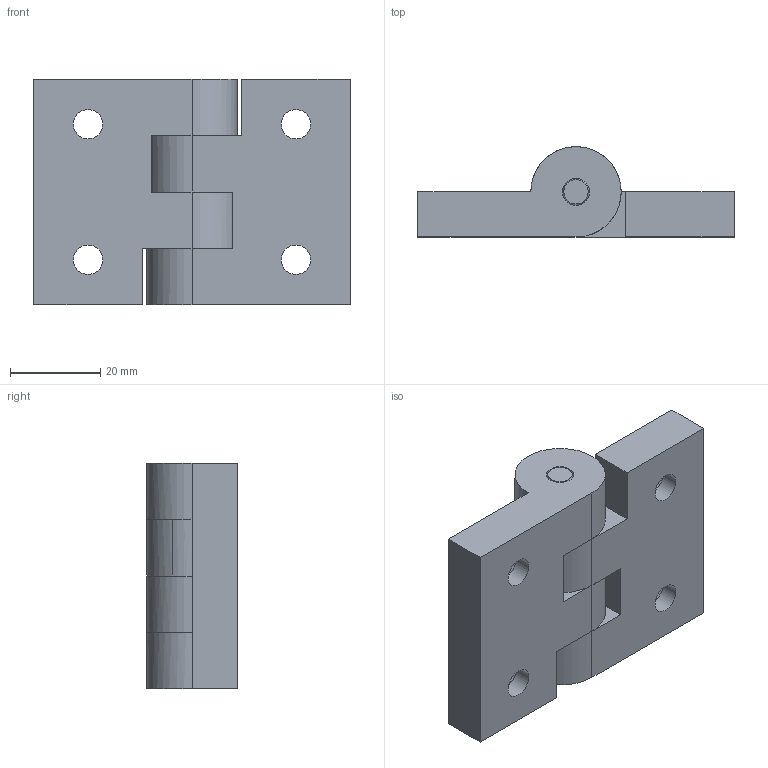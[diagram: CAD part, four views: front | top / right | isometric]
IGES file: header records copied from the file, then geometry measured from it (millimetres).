
Global section: file name: No Iges File Name specified; native system: AutoDesk Inventor R10; preprocessor: AutoDesk Inventor Iges Exporter R10; author: No Author specified; organization: No Organization specified; date: 20060412.121454; units: millimetre
Bounding box: 70 x 20 x 50 mm (x, y, z)
Volume: 39238.3 mm3; surface area: 15741.7 mm2
Topology: 3 solids, 3 shells, 43 faces, 97 edges, 64 vertices
Faces by surface type: plane 22, bspline 12, revolution 4, cylinder 3, cone 2
Full cylindrical faces by diameter (mm): 6 x1
